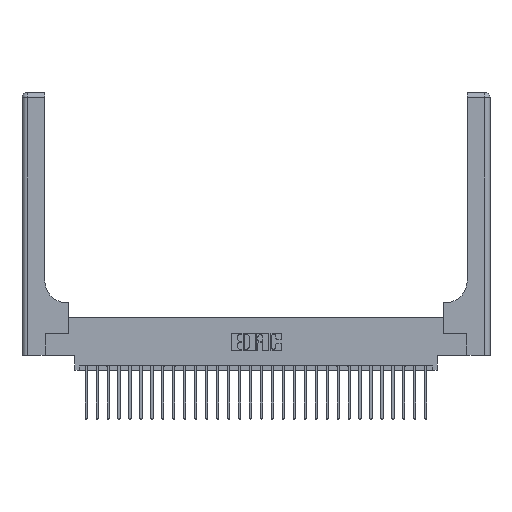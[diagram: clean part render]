
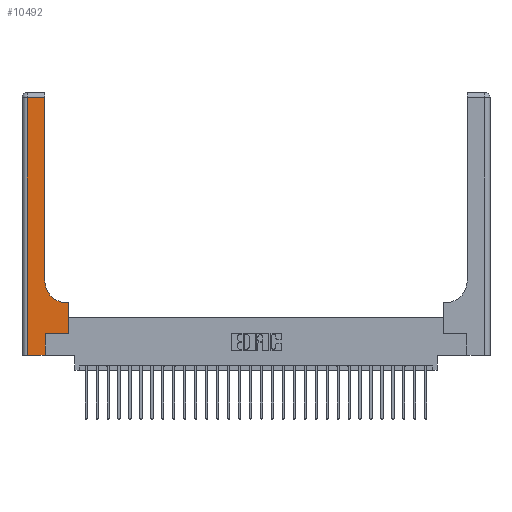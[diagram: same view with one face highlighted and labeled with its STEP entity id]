
A CAD part, top view. The second image highlights one B-rep face of the part: STEP entity #10492.
In plain terms, the highlighted planar face has unit normal (0, 0, 1).
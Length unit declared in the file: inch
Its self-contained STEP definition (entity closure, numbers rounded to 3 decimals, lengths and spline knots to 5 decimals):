
#60 = VERTEX_POINT ( 'NONE', #19066 ) ;
#140 = CARTESIAN_POINT ( 'NONE',  ( 0.26, 0.85, 0.37 ) ) ;
#177 = VERTEX_POINT ( 'NONE', #140 ) ;
#675 = EDGE_CURVE ( 'NONE', #5242, #25785, #869, .T. ) ;
#750 = DIRECTION ( 'NONE',  ( -1., 0., 0. ) ) ;
#869 = LINE ( 'NONE', #18846, #5908 ) ;
#1079 = EDGE_CURVE ( 'NONE', #23268, #9314, #18598, .T. ) ;
#1300 = DIRECTION ( 'NONE',  ( 0., 0., -1. ) ) ;
#1485 = VECTOR ( 'NONE', #16243, 39.37008 ) ;
#1519 = VECTOR ( 'NONE', #24331, 39.37008 ) ;
#1888 = CARTESIAN_POINT ( 'NONE',  ( 0.51, 0.6, 0.37 ) ) ;
#2574 = CARTESIAN_POINT ( 'NONE',  ( 0.06, 3., 0.37 ) ) ;
#3301 = LINE ( 'NONE', #18432, #19013 ) ;
#3382 = FACE_OUTER_BOUND ( 'NONE', #4373, .T. ) ;
#3471 = DIRECTION ( 'NONE',  ( 1., 0., 0. ) ) ;
#3759 = CARTESIAN_POINT ( 'NONE',  ( 0.06, 2.94, 0.37 ) ) ;
#4373 = EDGE_LOOP ( 'NONE', ( #24880, #16167, #10757, #23064, #26549, #13202, #10425, #16503, #23615 ) ) ;
#4730 = PLANE ( 'NONE',  #27520 ) ;
#5071 = CARTESIAN_POINT ( 'NONE',  ( 0.26, 0.6, 0.37 ) ) ;
#5242 = VERTEX_POINT ( 'NONE', #6552 ) ;
#5349 = VECTOR ( 'NONE', #11433, 39.37008 ) ;
#5908 = VECTOR ( 'NONE', #16709, 39.37008 ) ;
#6552 = CARTESIAN_POINT ( 'NONE',  ( 0.26, 2.94, 0.37 ) ) ;
#8090 = CARTESIAN_POINT ( 'NONE',  ( 0.26, 3., 0.37 ) ) ;
#8701 = CARTESIAN_POINT ( 'NONE',  ( 0.265, 0.25, 0.37 ) ) ;
#9021 = DIRECTION ( 'NONE',  ( -1., 0., 0. ) ) ;
#9314 = VERTEX_POINT ( 'NONE', #9437 ) ;
#9437 = CARTESIAN_POINT ( 'NONE',  ( 0.265, 0., 0.37 ) ) ;
#9829 = LINE ( 'NONE', #2574, #25437 ) ;
#10365 = LINE ( 'NONE', #15757, #5349 ) ;
#10425 = ORIENTED_EDGE ( 'NONE', *, *, #26717, .T. ) ;
#10492 = ADVANCED_FACE ( 'NONE', ( #3382 ), #4730, .F. ) ;
#10757 = ORIENTED_EDGE ( 'NONE', *, *, #15076, .T. ) ;
#11433 = DIRECTION ( 'NONE',  ( 0., 1., 0. ) ) ;
#11608 = CARTESIAN_POINT ( 'NONE',  ( 0., 0., 0.37 ) ) ;
#12656 = LINE ( 'NONE', #8090, #18374 ) ;
#13202 = ORIENTED_EDGE ( 'NONE', *, *, #21212, .T. ) ;
#13212 = DIRECTION ( 'NONE',  ( 0., -1., 0. ) ) ;
#14122 = CARTESIAN_POINT ( 'NONE',  ( 0.51, 0.85, 0.37 ) ) ;
#14662 = EDGE_CURVE ( 'NONE', #9314, #25989, #24147, .T. ) ;
#15076 = EDGE_CURVE ( 'NONE', #25785, #23268, #9829, .T. ) ;
#15757 = CARTESIAN_POINT ( 'NONE',  ( 0.528, 0.25, 0.37 ) ) ;
#15776 = CARTESIAN_POINT ( 'NONE',  ( 0.528, 0.6, 0.37 ) ) ;
#16167 = ORIENTED_EDGE ( 'NONE', *, *, #675, .T. ) ;
#16243 = DIRECTION ( 'NONE',  ( 0., 1., 0. ) ) ;
#16276 = DIRECTION ( 'NONE',  ( 1., 0., 0. ) ) ;
#16503 = ORIENTED_EDGE ( 'NONE', *, *, #25557, .T. ) ;
#16709 = DIRECTION ( 'NONE',  ( -1., 0., 0. ) ) ;
#17097 = AXIS2_PLACEMENT_3D ( 'NONE', #14122, #1300, #16276 ) ;
#17199 = VERTEX_POINT ( 'NONE', #15776 ) ;
#18374 = VECTOR ( 'NONE', #20868, 39.37008 ) ;
#18432 = CARTESIAN_POINT ( 'NONE',  ( 0.265, 0.25, 0.37 ) ) ;
#18598 = LINE ( 'NONE', #11608, #1519 ) ;
#18846 = CARTESIAN_POINT ( 'NONE',  ( 0., 2.94, 0.37 ) ) ;
#19013 = VECTOR ( 'NONE', #3471, 39.37008 ) ;
#19066 = CARTESIAN_POINT ( 'NONE',  ( 0.528, 0.25, 0.37 ) ) ;
#19401 = CARTESIAN_POINT ( 'NONE',  ( 0.06, 0., 0.37 ) ) ;
#19685 = CARTESIAN_POINT ( 'NONE',  ( 0., 3., 0.37 ) ) ;
#20089 = EDGE_CURVE ( 'NONE', #177, #5242, #12656, .T. ) ;
#20734 = VERTEX_POINT ( 'NONE', #1888 ) ;
#20777 = LINE ( 'NONE', #5071, #21440 ) ;
#20868 = DIRECTION ( 'NONE',  ( 0., 1., 0. ) ) ;
#21189 = EDGE_CURVE ( 'NONE', #20734, #177, #25247, .T. ) ;
#21212 = EDGE_CURVE ( 'NONE', #25989, #60, #3301, .T. ) ;
#21440 = VECTOR ( 'NONE', #750, 39.37008 ) ;
#21782 = DIRECTION ( 'NONE',  ( 0., 0., -1. ) ) ;
#22610 = CARTESIAN_POINT ( 'NONE',  ( 0.265, 0., 0.37 ) ) ;
#23064 = ORIENTED_EDGE ( 'NONE', *, *, #1079, .T. ) ;
#23268 = VERTEX_POINT ( 'NONE', #19401 ) ;
#23615 = ORIENTED_EDGE ( 'NONE', *, *, #21189, .T. ) ;
#24147 = LINE ( 'NONE', #22610, #1485 ) ;
#24331 = DIRECTION ( 'NONE',  ( 1., 0., 0. ) ) ;
#24880 = ORIENTED_EDGE ( 'NONE', *, *, #20089, .T. ) ;
#25247 = CIRCLE ( 'NONE', #17097, 0.25 ) ;
#25437 = VECTOR ( 'NONE', #13212, 39.37008 ) ;
#25557 = EDGE_CURVE ( 'NONE', #17199, #20734, #20777, .T. ) ;
#25785 = VERTEX_POINT ( 'NONE', #3759 ) ;
#25989 = VERTEX_POINT ( 'NONE', #8701 ) ;
#26549 = ORIENTED_EDGE ( 'NONE', *, *, #14662, .T. ) ;
#26717 = EDGE_CURVE ( 'NONE', #60, #17199, #10365, .T. ) ;
#27520 = AXIS2_PLACEMENT_3D ( 'NONE', #19685, #21782, #9021 ) ;
